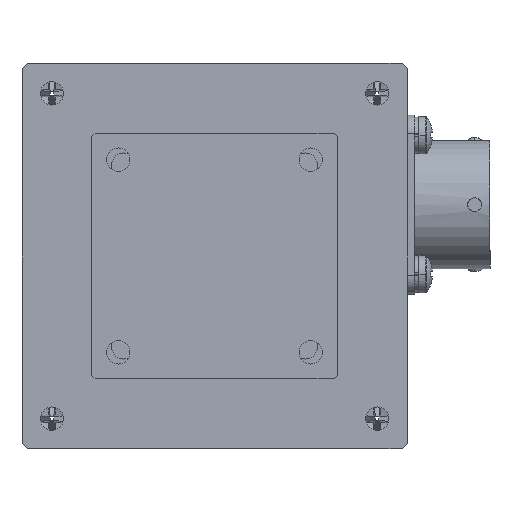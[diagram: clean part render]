
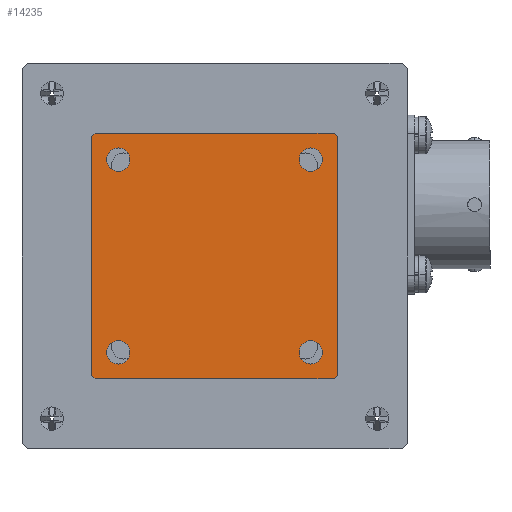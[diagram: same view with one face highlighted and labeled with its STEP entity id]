
A CAD part, front view. The second image highlights one B-rep face of the part: STEP entity #14235.
In plain terms, the highlighted planar face has unit normal (0, -1, 0).
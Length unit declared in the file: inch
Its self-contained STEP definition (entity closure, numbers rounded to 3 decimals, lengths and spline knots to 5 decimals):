
#85 = DIRECTION ( 'NONE',  ( 0., 0., -1. ) ) ;
#169 = DIRECTION ( 'NONE',  ( 0., -1., 0. ) ) ;
#175 = CARTESIAN_POINT ( 'NONE',  ( -0.5625, 0., -0.563 ) ) ;
#638 = CARTESIAN_POINT ( 'NONE',  ( 0.698, 0., -0.718 ) ) ;
#728 = CIRCLE ( 'NONE', #13503, 0.068 ) ;
#798 = ORIENTED_EDGE ( 'NONE', *, *, #12824, .T. ) ;
#852 = CARTESIAN_POINT ( 'NONE',  ( -0.5625, 0., -0.563 ) ) ;
#938 = EDGE_CURVE ( 'NONE', #20485, #25601, #6498, .T. ) ;
#1250 = EDGE_CURVE ( 'NONE', #11576, #24997, #5840, .T. ) ;
#1252 = EDGE_LOOP ( 'NONE', ( #4945, #13776 ) ) ;
#1335 = CARTESIAN_POINT ( 'NONE',  ( -0.718, 0., -0.718 ) ) ;
#1429 = VERTEX_POINT ( 'NONE', #16484 ) ;
#2127 = AXIS2_PLACEMENT_3D ( 'NONE', #21119, #7105, #19104 ) ;
#2242 = PLANE ( 'NONE',  #17536 ) ;
#2267 = DIRECTION ( 'NONE',  ( -1., 0., 0. ) ) ;
#2276 = EDGE_CURVE ( 'NONE', #18484, #24411, #16783, .T. ) ;
#2579 = DIRECTION ( 'NONE',  ( 0., -1., 0. ) ) ;
#3027 = CIRCLE ( 'NONE', #21223, 0.068 ) ;
#3213 = CARTESIAN_POINT ( 'NONE',  ( 0.698, 0., 0.718 ) ) ;
#3231 = LINE ( 'NONE', #6400, #23856 ) ;
#3388 = EDGE_CURVE ( 'NONE', #25601, #20485, #3906, .T. ) ;
#3406 = DIRECTION ( 'NONE',  ( 1., 0., 0. ) ) ;
#3575 = CARTESIAN_POINT ( 'NONE',  ( 0.5625, 0., 0.631 ) ) ;
#3666 = VERTEX_POINT ( 'NONE', #13119 ) ;
#3906 = CIRCLE ( 'NONE', #12921, 0.068 ) ;
#3995 = CARTESIAN_POINT ( 'NONE',  ( -0.698, 0., -0.718 ) ) ;
#4036 = AXIS2_PLACEMENT_3D ( 'NONE', #14560, #2579, #11927 ) ;
#4203 = FACE_OUTER_BOUND ( 'NONE', #14993, .T. ) ;
#4268 = CARTESIAN_POINT ( 'NONE',  ( 0.718, 0., -0.718 ) ) ;
#4380 = EDGE_CURVE ( 'NONE', #16501, #8705, #6356, .T. ) ;
#4431 = VERTEX_POINT ( 'NONE', #3213 ) ;
#4520 = CARTESIAN_POINT ( 'NONE',  ( 0.718, 0., 0.718 ) ) ;
#4746 = VERTEX_POINT ( 'NONE', #19265 ) ;
#4826 = FACE_BOUND ( 'NONE', #13966, .T. ) ;
#4932 = VECTOR ( 'NONE', #7101, 39.37008 ) ;
#4945 = ORIENTED_EDGE ( 'NONE', *, *, #2276, .F. ) ;
#5036 = CARTESIAN_POINT ( 'NONE',  ( 0.5625, 0., 0.563 ) ) ;
#5145 = DIRECTION ( 'NONE',  ( 0.707, 0., -0.707 ) ) ;
#5269 = EDGE_LOOP ( 'NONE', ( #14201, #6947 ) ) ;
#5411 = VECTOR ( 'NONE', #5145, 39.37008 ) ;
#5484 = CARTESIAN_POINT ( 'NONE',  ( -0.718, 0., -0.698 ) ) ;
#5622 = ORIENTED_EDGE ( 'NONE', *, *, #15553, .F. ) ;
#5659 = ORIENTED_EDGE ( 'NONE', *, *, #21994, .T. ) ;
#5739 = CARTESIAN_POINT ( 'NONE',  ( 0.5625, 0., -0.563 ) ) ;
#5840 = CIRCLE ( 'NONE', #25618, 0.068 ) ;
#5901 = ORIENTED_EDGE ( 'NONE', *, *, #9507, .T. ) ;
#6193 = DIRECTION ( 'NONE',  ( 0., -1., 0. ) ) ;
#6355 = ORIENTED_EDGE ( 'NONE', *, *, #20816, .F. ) ;
#6356 = CIRCLE ( 'NONE', #2127, 0.068 ) ;
#6400 = CARTESIAN_POINT ( 'NONE',  ( -0.698, 0., 0.718 ) ) ;
#6498 = CIRCLE ( 'NONE', #4036, 0.068 ) ;
#6507 = ORIENTED_EDGE ( 'NONE', *, *, #6818, .F. ) ;
#6529 = EDGE_CURVE ( 'NONE', #24411, #18484, #728, .T. ) ;
#6565 = VERTEX_POINT ( 'NONE', #9840 ) ;
#6703 = CARTESIAN_POINT ( 'NONE',  ( 0.5625, 0., -0.631 ) ) ;
#6818 = EDGE_CURVE ( 'NONE', #8705, #16501, #20421, .T. ) ;
#6916 = VECTOR ( 'NONE', #13674, 39.37008 ) ;
#6937 = EDGE_CURVE ( 'NONE', #6565, #4746, #3231, .T. ) ;
#6947 = ORIENTED_EDGE ( 'NONE', *, *, #1250, .F. ) ;
#7101 = DIRECTION ( 'NONE',  ( 0., 0., -1. ) ) ;
#7105 = DIRECTION ( 'NONE',  ( 0., -1., 0. ) ) ;
#7847 = VECTOR ( 'NONE', #3406, 39.37008 ) ;
#7938 = CARTESIAN_POINT ( 'NONE',  ( -0.5625, 0., 0.563 ) ) ;
#8147 = VECTOR ( 'NONE', #10346, 39.37008 ) ;
#8329 = DIRECTION ( 'NONE',  ( 0., 0., 1. ) ) ;
#8705 = VERTEX_POINT ( 'NONE', #3575 ) ;
#9053 = CARTESIAN_POINT ( 'NONE',  ( -0.5625, 0., 0.495 ) ) ;
#9241 = CARTESIAN_POINT ( 'NONE',  ( 0.718, 0., 0.718 ) ) ;
#9482 = AXIS2_PLACEMENT_3D ( 'NONE', #5036, #17020, #21115 ) ;
#9499 = FACE_BOUND ( 'NONE', #1252, .T. ) ;
#9507 = EDGE_CURVE ( 'NONE', #3666, #4431, #24123, .T. ) ;
#9751 = DIRECTION ( 'NONE',  ( 0., 0., -1. ) ) ;
#9773 = VECTOR ( 'NONE', #2267, 39.37008 ) ;
#9779 = CARTESIAN_POINT ( 'NONE',  ( 0.5625, 0., -0.563 ) ) ;
#9840 = CARTESIAN_POINT ( 'NONE',  ( -0.698, 0., 0.718 ) ) ;
#10346 = DIRECTION ( 'NONE',  ( -0.707, 0., 0.707 ) ) ;
#10553 = AXIS2_PLACEMENT_3D ( 'NONE', #9779, #16719, #11793 ) ;
#10717 = EDGE_CURVE ( 'NONE', #24997, #11576, #3027, .T. ) ;
#10880 = DIRECTION ( 'NONE',  ( 0., 0., 1. ) ) ;
#11576 = VERTEX_POINT ( 'NONE', #24504 ) ;
#11793 = DIRECTION ( 'NONE',  ( 0., 0., -1. ) ) ;
#11927 = DIRECTION ( 'NONE',  ( 0., 0., -1. ) ) ;
#11988 = DIRECTION ( 'NONE',  ( 0., 0., -1. ) ) ;
#12824 = EDGE_CURVE ( 'NONE', #1429, #24681, #16077, .T. ) ;
#12921 = AXIS2_PLACEMENT_3D ( 'NONE', #7938, #21952, #11988 ) ;
#13119 = CARTESIAN_POINT ( 'NONE',  ( 0.718, 0., 0.698 ) ) ;
#13183 = ORIENTED_EDGE ( 'NONE', *, *, #14029, .F. ) ;
#13503 = AXIS2_PLACEMENT_3D ( 'NONE', #5739, #17549, #9751 ) ;
#13550 = VECTOR ( 'NONE', #10880, 39.37008 ) ;
#13674 = DIRECTION ( 'NONE',  ( 0.707, 0., 0.707 ) ) ;
#13776 = ORIENTED_EDGE ( 'NONE', *, *, #6529, .F. ) ;
#13966 = EDGE_LOOP ( 'NONE', ( #20603, #22516 ) ) ;
#14029 = EDGE_CURVE ( 'NONE', #6565, #4431, #18509, .T. ) ;
#14201 = ORIENTED_EDGE ( 'NONE', *, *, #10717, .F. ) ;
#14235 = ADVANCED_FACE ( 'NONE', ( #4826, #9499, #20142, #14846, #4203 ), #2242, .F. ) ;
#14361 = DIRECTION ( 'NONE',  ( 0., 0., -1. ) ) ;
#14560 = CARTESIAN_POINT ( 'NONE',  ( -0.5625, 0., 0.563 ) ) ;
#14575 = DIRECTION ( 'NONE',  ( -0.707, 0., -0.707 ) ) ;
#14846 = FACE_BOUND ( 'NONE', #18672, .T. ) ;
#14953 = CARTESIAN_POINT ( 'NONE',  ( 0.5625, 0., 0.495 ) ) ;
#14993 = EDGE_LOOP ( 'NONE', ( #6355, #5659, #21908, #5901, #13183, #17834, #5622, #798 ) ) ;
#15025 = CARTESIAN_POINT ( 'NONE',  ( 0.718, 0., -0.698 ) ) ;
#15553 = EDGE_CURVE ( 'NONE', #1429, #4746, #18837, .T. ) ;
#16077 = LINE ( 'NONE', #5484, #5411 ) ;
#16191 = VERTEX_POINT ( 'NONE', #15025 ) ;
#16484 = CARTESIAN_POINT ( 'NONE',  ( -0.718, 0., -0.698 ) ) ;
#16501 = VERTEX_POINT ( 'NONE', #14953 ) ;
#16719 = DIRECTION ( 'NONE',  ( 0., -1., 0. ) ) ;
#16783 = CIRCLE ( 'NONE', #10553, 0.068 ) ;
#17020 = DIRECTION ( 'NONE',  ( 0., -1., 0. ) ) ;
#17536 = AXIS2_PLACEMENT_3D ( 'NONE', #1335, #20310, #8329 ) ;
#17549 = DIRECTION ( 'NONE',  ( 0., -1., 0. ) ) ;
#17834 = ORIENTED_EDGE ( 'NONE', *, *, #6937, .T. ) ;
#18041 = CARTESIAN_POINT ( 'NONE',  ( -0.5625, 0., -0.631 ) ) ;
#18134 = VERTEX_POINT ( 'NONE', #22839 ) ;
#18484 = VERTEX_POINT ( 'NONE', #6703 ) ;
#18509 = LINE ( 'NONE', #9241, #7847 ) ;
#18672 = EDGE_LOOP ( 'NONE', ( #23637, #6507 ) ) ;
#18837 = LINE ( 'NONE', #24866, #13550 ) ;
#19104 = DIRECTION ( 'NONE',  ( 0., 0., -1. ) ) ;
#19265 = CARTESIAN_POINT ( 'NONE',  ( -0.718, 0., 0.698 ) ) ;
#20142 = FACE_BOUND ( 'NONE', #5269, .T. ) ;
#20250 = LINE ( 'NONE', #4520, #4932 ) ;
#20310 = DIRECTION ( 'NONE',  ( 0., 1., 0. ) ) ;
#20421 = CIRCLE ( 'NONE', #9482, 0.068 ) ;
#20426 = LINE ( 'NONE', #4268, #9773 ) ;
#20485 = VERTEX_POINT ( 'NONE', #24810 ) ;
#20603 = ORIENTED_EDGE ( 'NONE', *, *, #3388, .F. ) ;
#20816 = EDGE_CURVE ( 'NONE', #18134, #24681, #20426, .T. ) ;
#21115 = DIRECTION ( 'NONE',  ( 0., 0., -1. ) ) ;
#21119 = CARTESIAN_POINT ( 'NONE',  ( 0.5625, 0., 0.563 ) ) ;
#21223 = AXIS2_PLACEMENT_3D ( 'NONE', #852, #6193, #14361 ) ;
#21908 = ORIENTED_EDGE ( 'NONE', *, *, #23846, .F. ) ;
#21952 = DIRECTION ( 'NONE',  ( 0., -1., 0. ) ) ;
#21994 = EDGE_CURVE ( 'NONE', #18134, #16191, #22262, .T. ) ;
#22262 = LINE ( 'NONE', #638, #6916 ) ;
#22516 = ORIENTED_EDGE ( 'NONE', *, *, #938, .F. ) ;
#22839 = CARTESIAN_POINT ( 'NONE',  ( 0.698, 0., -0.718 ) ) ;
#23073 = CARTESIAN_POINT ( 'NONE',  ( 0.5625, 0., -0.495 ) ) ;
#23637 = ORIENTED_EDGE ( 'NONE', *, *, #4380, .F. ) ;
#23846 = EDGE_CURVE ( 'NONE', #3666, #16191, #20250, .T. ) ;
#23856 = VECTOR ( 'NONE', #14575, 39.37008 ) ;
#24123 = LINE ( 'NONE', #24339, #8147 ) ;
#24339 = CARTESIAN_POINT ( 'NONE',  ( 0.718, 0., 0.698 ) ) ;
#24411 = VERTEX_POINT ( 'NONE', #23073 ) ;
#24504 = CARTESIAN_POINT ( 'NONE',  ( -0.5625, 0., -0.495 ) ) ;
#24681 = VERTEX_POINT ( 'NONE', #3995 ) ;
#24810 = CARTESIAN_POINT ( 'NONE',  ( -0.5625, 0., 0.631 ) ) ;
#24866 = CARTESIAN_POINT ( 'NONE',  ( -0.718, 0., 0.718 ) ) ;
#24997 = VERTEX_POINT ( 'NONE', #18041 ) ;
#25601 = VERTEX_POINT ( 'NONE', #9053 ) ;
#25618 = AXIS2_PLACEMENT_3D ( 'NONE', #175, #169, #85 ) ;
